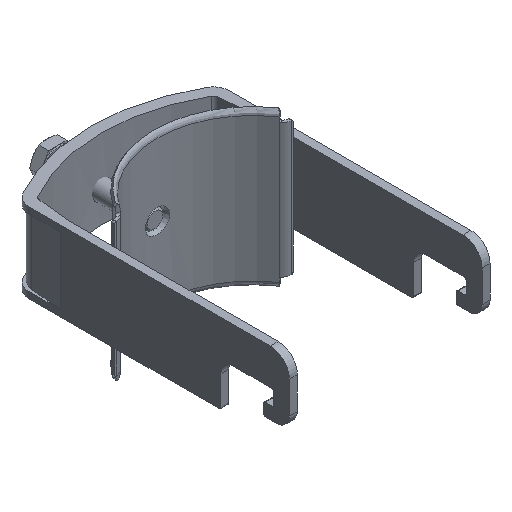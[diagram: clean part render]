
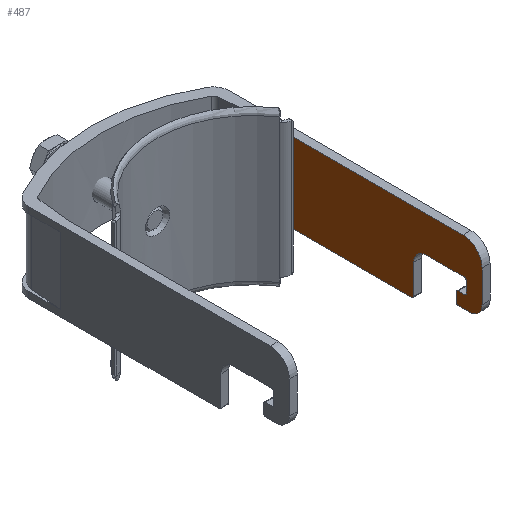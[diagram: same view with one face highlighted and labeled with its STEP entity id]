
A CAD part, isometric view. The second image highlights one B-rep face of the part: STEP entity #487.
In plain terms, the highlighted planar face has unit normal (-1, 0, 0).
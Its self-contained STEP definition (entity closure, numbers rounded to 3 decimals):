
#183 = EDGE_CURVE ( 'NONE', #1698, #1856, #1149, .T. ) ;
#184 = EDGE_CURVE ( 'NONE', #1698, #1631, #1164, .T. ) ;
#185 = EDGE_CURVE ( 'NONE', #1733, #1631, #1146, .T. ) ;
#186 = EDGE_CURVE ( 'NONE', #1733, #1661, #1145, .T. ) ;
#187 = EDGE_CURVE ( 'NONE', #1629, #1661, #1143, .T. ) ;
#188 = EDGE_CURVE ( 'NONE', #1858, #1629, #1142, .T. ) ;
#189 = EDGE_CURVE ( 'NONE', #1858, #1853, #1140, .T. ) ;
#190 = EDGE_CURVE ( 'NONE', #1732, #1853, #1139, .T. ) ;
#191 = EDGE_CURVE ( 'NONE', #1732, #1663, #1137, .T. ) ;
#192 = EDGE_CURVE ( 'NONE', #1767, #1663, #1136, .T. ) ;
#193 = EDGE_CURVE ( 'NONE', #1767, #1619, #1134, .T. ) ;
#194 = EDGE_CURVE ( 'NONE', #1619, #1855, #1133, .T. ) ;
#195 = EDGE_CURVE ( 'NONE', #1726, #1766, #1148, .T. ) ;
#196 = EDGE_CURVE ( 'NONE', #1656, #1655, #1130, .T. ) ;
#197 = EDGE_CURVE ( 'NONE', #1689, #1856, #1131, .T. ) ;
#223 = EDGE_CURVE ( 'NONE', #1766, #1855, #1088, .T. ) ;
#255 = EDGE_CURVE ( 'NONE', #1689, #1655, #1038, .T. ) ;
#272 = EDGE_CURVE ( 'NONE', #1726, #1656, #1011, .T. ) ;
#364 = AXIS2_PLACEMENT_3D ( 'NONE', #3929, #3930, #3931 ) ;
#365 = AXIS2_PLACEMENT_3D ( 'NONE', #3934, #3935, #3936 ) ;
#366 = AXIS2_PLACEMENT_3D ( 'NONE', #3939, #3940, #3941 ) ;
#367 = AXIS2_PLACEMENT_3D ( 'NONE', #3944, #3945, #3946 ) ;
#368 = AXIS2_PLACEMENT_3D ( 'NONE', #3948, #3949, #3950 ) ;
#369 = AXIS2_PLACEMENT_3D ( 'NONE', #3952, #3953, #3954 ) ;
#370 = AXIS2_PLACEMENT_3D ( 'NONE', #3957, #3958, #3959 ) ;
#371 = AXIS2_PLACEMENT_3D ( 'NONE', #3962, #3963, #3964 ) ;
#487 = ADVANCED_FACE ( 'NONE', ( #901 ), #2072, .T. ) ;
#901 = FACE_OUTER_BOUND ( 'NONE', #4347, .T. ) ;
#1008 = VECTOR ( 'NONE', #1876, 1000. ) ;
#1011 = LINE ( 'NONE', #1875, #1008 ) ;
#1035 = VECTOR ( 'NONE', #4225, 1000. ) ;
#1038 = LINE ( 'NONE', #4224, #1035 ) ;
#1085 = VECTOR ( 'NONE', #4148, 1000. ) ;
#1088 = LINE ( 'NONE', #4147, #1085 ) ;
#1129 = VECTOR ( 'NONE', #3947, 1000. ) ;
#1130 = CIRCLE ( 'NONE', #370, 6. ) ;
#1131 = CIRCLE ( 'NONE', #371, 4. ) ;
#1132 = VECTOR ( 'NONE', #3943, 1000. ) ;
#1133 = CIRCLE ( 'NONE', #369, 0.5 ) ;
#1134 = LINE ( 'NONE', #3942, #1132 ) ;
#1135 = VECTOR ( 'NONE', #3938, 1000. ) ;
#1136 = CIRCLE ( 'NONE', #368, 3.997 ) ;
#1137 = LINE ( 'NONE', #3937, #1135 ) ;
#1138 = VECTOR ( 'NONE', #3933, 1000. ) ;
#1139 = CIRCLE ( 'NONE', #367, 0.6 ) ;
#1140 = LINE ( 'NONE', #3932, #1138 ) ;
#1141 = VECTOR ( 'NONE', #3928, 1000. ) ;
#1142 = CIRCLE ( 'NONE', #366, 0.4 ) ;
#1143 = LINE ( 'NONE', #3927, #1141 ) ;
#1144 = VECTOR ( 'NONE', #3922, 1000. ) ;
#1145 = CIRCLE ( 'NONE', #365, 0.5 ) ;
#1146 = LINE ( 'NONE', #3926, #1144 ) ;
#1147 = VECTOR ( 'NONE', #3918, 1000. ) ;
#1148 = LINE ( 'NONE', #3951, #1129 ) ;
#1149 = LINE ( 'NONE', #3917, #1147 ) ;
#1164 = CIRCLE ( 'NONE', #364, 0.5 ) ;
#1550 = ORIENTED_EDGE ( 'NONE', *, *, #183, .T. ) ;
#1551 = ORIENTED_EDGE ( 'NONE', *, *, #184, .F. ) ;
#1552 = ORIENTED_EDGE ( 'NONE', *, *, #185, .T. ) ;
#1553 = ORIENTED_EDGE ( 'NONE', *, *, #186, .F. ) ;
#1554 = ORIENTED_EDGE ( 'NONE', *, *, #187, .T. ) ;
#1555 = ORIENTED_EDGE ( 'NONE', *, *, #188, .T. ) ;
#1556 = ORIENTED_EDGE ( 'NONE', *, *, #189, .F. ) ;
#1557 = ORIENTED_EDGE ( 'NONE', *, *, #190, .T. ) ;
#1558 = ORIENTED_EDGE ( 'NONE', *, *, #191, .F. ) ;
#1559 = ORIENTED_EDGE ( 'NONE', *, *, #192, .T. ) ;
#1560 = ORIENTED_EDGE ( 'NONE', *, *, #193, .F. ) ;
#1561 = ORIENTED_EDGE ( 'NONE', *, *, #194, .F. ) ;
#1562 = ORIENTED_EDGE ( 'NONE', *, *, #223, .T. ) ;
#1563 = ORIENTED_EDGE ( 'NONE', *, *, #195, .T. ) ;
#1564 = ORIENTED_EDGE ( 'NONE', *, *, #272, .F. ) ;
#1565 = ORIENTED_EDGE ( 'NONE', *, *, #196, .F. ) ;
#1566 = ORIENTED_EDGE ( 'NONE', *, *, #255, .T. ) ;
#1567 = ORIENTED_EDGE ( 'NONE', *, *, #197, .F. ) ;
#1619 = VERTEX_POINT ( 'NONE', #3020 ) ;
#1629 = VERTEX_POINT ( 'NONE', #3035 ) ;
#1631 = VERTEX_POINT ( 'NONE', #3038 ) ;
#1655 = VERTEX_POINT ( 'NONE', #3056 ) ;
#1656 = VERTEX_POINT ( 'NONE', #3050 ) ;
#1661 = VERTEX_POINT ( 'NONE', #3052 ) ;
#1663 = VERTEX_POINT ( 'NONE', #3054 ) ;
#1689 = VERTEX_POINT ( 'NONE', #3088 ) ;
#1698 = VERTEX_POINT ( 'NONE', #3097 ) ;
#1726 = VERTEX_POINT ( 'NONE', #3118 ) ;
#1732 = VERTEX_POINT ( 'NONE', #3126 ) ;
#1733 = VERTEX_POINT ( 'NONE', #3128 ) ;
#1766 = VERTEX_POINT ( 'NONE', #3158 ) ;
#1767 = VERTEX_POINT ( 'NONE', #3160 ) ;
#1853 = VERTEX_POINT ( 'NONE', #3230 ) ;
#1855 = VERTEX_POINT ( 'NONE', #3234 ) ;
#1856 = VERTEX_POINT ( 'NONE', #3236 ) ;
#1858 = VERTEX_POINT ( 'NONE', #3239 ) ;
#1875 = CARTESIAN_POINT ( 'NONE',  ( 29., 94., -12.5 ) ) ;
#1876 = DIRECTION ( 'NONE',  ( 0., 1., 0. ) ) ;
#2068 = CARTESIAN_POINT ( 'NONE',  ( 29., 94., 12.5 ) ) ;
#2072 = PLANE ( 'NONE',  #2424 ) ;
#2074 = DIRECTION ( 'NONE',  ( -1., 0., 0. ) ) ;
#2075 = DIRECTION ( 'NONE',  ( 0., -1., 0. ) ) ;
#2424 = AXIS2_PLACEMENT_3D ( 'NONE', #2068, #2074, #2075 ) ;
#3020 = CARTESIAN_POINT ( 'NONE',  ( 29., 72.5, 12. ) ) ;
#3035 = CARTESIAN_POINT ( 'NONE',  ( 29., 88.6, 3.5 ) ) ;
#3038 = CARTESIAN_POINT ( 'NONE',  ( 29., 86., 7. ) ) ;
#3050 = CARTESIAN_POINT ( 'NONE',  ( 29., 88., -12.5 ) ) ;
#3052 = CARTESIAN_POINT ( 'NONE',  ( 29., 86.5, 3.5 ) ) ;
#3054 = CARTESIAN_POINT ( 'NONE',  ( 29., 76.497, -1.25 ) ) ;
#3056 = CARTESIAN_POINT ( 'NONE',  ( 29., 94., -6.5 ) ) ;
#3088 = CARTESIAN_POINT ( 'NONE',  ( 29., 94., 3.5 ) ) ;
#3097 = CARTESIAN_POINT ( 'NONE',  ( 29., 86.5, 7.5 ) ) ;
#3118 = CARTESIAN_POINT ( 'NONE',  ( 29., 22.225, -12.5 ) ) ;
#3126 = CARTESIAN_POINT ( 'NONE',  ( 29., 88.4, -1.25 ) ) ;
#3128 = CARTESIAN_POINT ( 'NONE',  ( 29., 86., 4. ) ) ;
#3158 = CARTESIAN_POINT ( 'NONE',  ( 29., 22.225, 12.5 ) ) ;
#3160 = CARTESIAN_POINT ( 'NONE',  ( 29., 72.5, 2.747 ) ) ;
#3230 = CARTESIAN_POINT ( 'NONE',  ( 29., 89., -0.65 ) ) ;
#3234 = CARTESIAN_POINT ( 'NONE',  ( 29., 72., 12.5 ) ) ;
#3236 = CARTESIAN_POINT ( 'NONE',  ( 29., 90., 7.5 ) ) ;
#3239 = CARTESIAN_POINT ( 'NONE',  ( 29., 89., 3.1 ) ) ;
#3917 = CARTESIAN_POINT ( 'NONE',  ( 29., 94., 7.5 ) ) ;
#3918 = DIRECTION ( 'NONE',  ( 0., 1., 0. ) ) ;
#3922 = DIRECTION ( 'NONE',  ( 0., 0., 1. ) ) ;
#3926 = CARTESIAN_POINT ( 'NONE',  ( 29., 86., 12.5 ) ) ;
#3927 = CARTESIAN_POINT ( 'NONE',  ( 29., 94., 3.5 ) ) ;
#3928 = DIRECTION ( 'NONE',  ( 0., -1., 0. ) ) ;
#3929 = CARTESIAN_POINT ( 'NONE',  ( 29., 86.5, 7. ) ) ;
#3930 = DIRECTION ( 'NONE',  ( 1., 0., 0. ) ) ;
#3931 = DIRECTION ( 'NONE',  ( 0., -1., 0. ) ) ;
#3932 = CARTESIAN_POINT ( 'NONE',  ( 29., 89., 12.5 ) ) ;
#3933 = DIRECTION ( 'NONE',  ( 0., 0., -1. ) ) ;
#3934 = CARTESIAN_POINT ( 'NONE',  ( 29., 86.5, 4. ) ) ;
#3935 = DIRECTION ( 'NONE',  ( 1., 0., 0. ) ) ;
#3936 = DIRECTION ( 'NONE',  ( 0., -1., 0. ) ) ;
#3937 = CARTESIAN_POINT ( 'NONE',  ( 29., 94., -1.25 ) ) ;
#3938 = DIRECTION ( 'NONE',  ( 0., -1., 0. ) ) ;
#3939 = CARTESIAN_POINT ( 'NONE',  ( 29., 88.6, 3.1 ) ) ;
#3940 = DIRECTION ( 'NONE',  ( 1., 0., 0. ) ) ;
#3941 = DIRECTION ( 'NONE',  ( 0., -1., 0. ) ) ;
#3942 = CARTESIAN_POINT ( 'NONE',  ( 29., 72.5, 12.5 ) ) ;
#3943 = DIRECTION ( 'NONE',  ( 0., 0., 1. ) ) ;
#3944 = CARTESIAN_POINT ( 'NONE',  ( 29., 88.4, -0.65 ) ) ;
#3945 = DIRECTION ( 'NONE',  ( 1., 0., 0. ) ) ;
#3946 = DIRECTION ( 'NONE',  ( 0., -1., 0. ) ) ;
#3947 = DIRECTION ( 'NONE',  ( 0., 0., 1. ) ) ;
#3948 = CARTESIAN_POINT ( 'NONE',  ( 29., 76.497, 2.747 ) ) ;
#3949 = DIRECTION ( 'NONE',  ( 1., 0., 0. ) ) ;
#3950 = DIRECTION ( 'NONE',  ( 0., -1., 0. ) ) ;
#3951 = CARTESIAN_POINT ( 'NONE',  ( 29., 22.225, -10.5 ) ) ;
#3952 = CARTESIAN_POINT ( 'NONE',  ( 29., 72., 12. ) ) ;
#3953 = DIRECTION ( 'NONE',  ( 1., 0., 0. ) ) ;
#3954 = DIRECTION ( 'NONE',  ( 0., -1., 0. ) ) ;
#3957 = CARTESIAN_POINT ( 'NONE',  ( 29., 88., -6.5 ) ) ;
#3958 = DIRECTION ( 'NONE',  ( 1., 0., 0. ) ) ;
#3959 = DIRECTION ( 'NONE',  ( 0., -1., 0. ) ) ;
#3962 = CARTESIAN_POINT ( 'NONE',  ( 29., 90., 3.5 ) ) ;
#3963 = DIRECTION ( 'NONE',  ( 1., 0., 0. ) ) ;
#3964 = DIRECTION ( 'NONE',  ( 0., -1., 0. ) ) ;
#4147 = CARTESIAN_POINT ( 'NONE',  ( 29., 94., 12.5 ) ) ;
#4148 = DIRECTION ( 'NONE',  ( 0., 1., 0. ) ) ;
#4224 = CARTESIAN_POINT ( 'NONE',  ( 29., 94., 12.5 ) ) ;
#4225 = DIRECTION ( 'NONE',  ( 0., 0., -1. ) ) ;
#4347 = EDGE_LOOP ( 'NONE', ( #1567, #1566, #1565, #1564, #1563, #1562, #1561, #1560, #1559, #1558, #1557, #1556, #1555, #1554, #1553, #1552, #1551, #1550 ) ) ;
